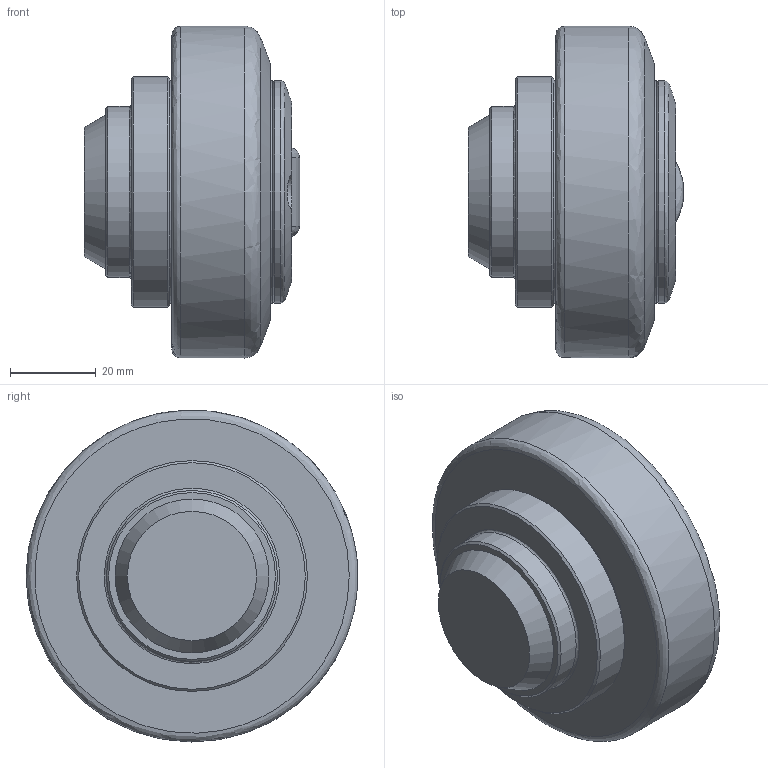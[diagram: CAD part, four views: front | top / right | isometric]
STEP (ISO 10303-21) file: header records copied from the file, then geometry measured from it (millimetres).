
FILE_DESCRIPTION (( 'STEP AP214' ), '1' );
FILE_NAME ('TR-080.0300-Rollco.step', '2023-04-28T07:38:42', ( '' ), ( '' ), 'SwSTEP 2.0', 'SolidWorks 2010', '' );
FILE_SCHEMA (( 'AUTOMOTIVE_DESIGN' ));
Length unit declared in the file: millimetre
Products named in the file (1): TR-080.0300-Rollco
Bounding box: 50.39 x 77.66 x 77.66 mm (x, y, z)
Volume: 149156.3 mm3; surface area: 17933.8 mm2
Topology: 1 solids, 1 shells, 46 faces, 97 edges, 62 vertices
Faces by surface type: cylinder 13, plane 12, cone 11, bspline 8, torus 2
Full cylindrical faces by diameter (mm): 4 x2, 4.5 x2, 7.8 x2, 8.6 x2, 40 x1, 52 x3, 54 x1
Entity records: 1833 total; most frequent: CARTESIAN_POINT 933, DIRECTION 164, ORIENTED_EDGE 102, EDGE_LOOP 86, AXIS2_PLACEMENT_3D 82, FACE_OUTER_BOUND 66, EDGE_CURVE 51, VERTEX_POINT 47
